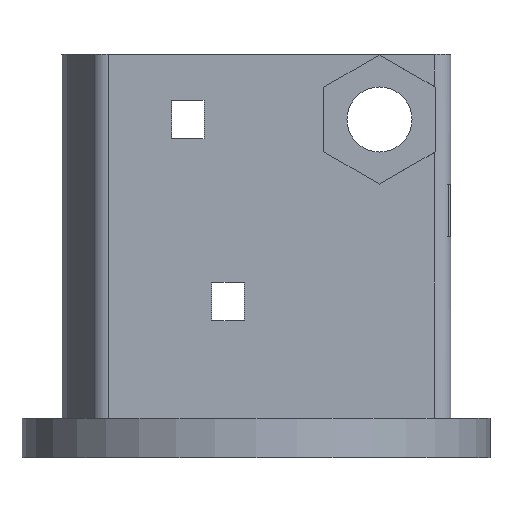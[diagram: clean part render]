
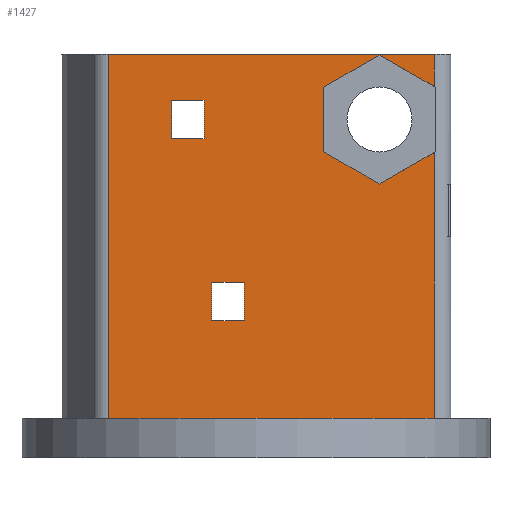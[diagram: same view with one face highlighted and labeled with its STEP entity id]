
A CAD part, left-side view. The second image highlights one B-rep face of the part: STEP entity #1427.
In plain terms, the highlighted planar face has unit normal (-1, 0, 0).
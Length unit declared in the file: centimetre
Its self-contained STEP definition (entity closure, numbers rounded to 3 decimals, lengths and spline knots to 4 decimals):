
#123=PLANE('',#1514);
#191=VECTOR('',#1641,1.);
#197=VECTOR('',#1657,1.);
#199=VECTOR('',#1663,1.);
#204=VECTOR('',#1673,1.);
#207=VECTOR('',#1678,1.);
#214=VECTOR('',#1692,1.);
#215=VECTOR('',#1694,1.);
#216=VECTOR('',#1695,1.);
#217=VECTOR('',#1696,1.);
#218=VECTOR('',#1697,1.);
#219=VECTOR('',#1698,1.);
#220=VECTOR('',#1699,1.);
#221=VECTOR('',#1700,1.);
#222=VECTOR('',#1701,1.);
#223=VECTOR('',#1702,1.);
#224=VECTOR('',#1703,1.);
#225=VECTOR('',#1704,1.);
#226=VECTOR('',#1705,1.);
#333=LINE('',#1960,#191);
#339=LINE('',#1979,#197);
#341=LINE('',#1987,#199);
#346=LINE('',#2000,#204);
#349=LINE('',#2006,#207);
#356=LINE('',#2025,#214);
#357=LINE('',#2027,#215);
#358=LINE('',#2029,#216);
#359=LINE('',#2031,#217);
#360=LINE('',#2032,#218);
#361=LINE('',#2033,#219);
#362=LINE('',#2036,#220);
#363=LINE('',#2038,#221);
#364=LINE('',#2040,#222);
#365=LINE('',#2041,#223);
#366=LINE('',#2044,#224);
#367=LINE('',#2046,#225);
#368=LINE('',#2048,#226);
#479=VERTEX_POINT('',#1959);
#480=VERTEX_POINT('',#1961);
#488=VERTEX_POINT('',#1980);
#491=VERTEX_POINT('',#1986);
#492=VERTEX_POINT('',#1988);
#496=VERTEX_POINT('',#1999);
#498=VERTEX_POINT('',#2007);
#505=VERTEX_POINT('',#2024);
#506=VERTEX_POINT('',#2028);
#507=VERTEX_POINT('',#2030);
#508=VERTEX_POINT('',#2034);
#509=VERTEX_POINT('',#2035);
#510=VERTEX_POINT('',#2037);
#511=VERTEX_POINT('',#2039);
#512=VERTEX_POINT('',#2042);
#513=VERTEX_POINT('',#2043);
#514=VERTEX_POINT('',#2045);
#515=VERTEX_POINT('',#2047);
#668=EDGE_CURVE('',#479,#480,#333,.T.);
#678=EDGE_CURVE('',#480,#488,#339,.T.);
#682=EDGE_CURVE('',#491,#492,#341,.T.);
#689=EDGE_CURVE('',#491,#496,#346,.T.);
#692=EDGE_CURVE('',#498,#488,#349,.T.);
#702=EDGE_CURVE('',#505,#479,#356,.T.);
#703=EDGE_CURVE('',#496,#506,#357,.T.);
#704=EDGE_CURVE('',#506,#507,#358,.T.);
#705=EDGE_CURVE('',#507,#498,#359,.T.);
#706=EDGE_CURVE('',#492,#505,#360,.T.);
#707=EDGE_CURVE('',#508,#509,#361,.T.);
#708=EDGE_CURVE('',#509,#510,#362,.T.);
#709=EDGE_CURVE('',#510,#511,#363,.T.);
#710=EDGE_CURVE('',#511,#508,#364,.T.);
#711=EDGE_CURVE('',#512,#513,#365,.T.);
#712=EDGE_CURVE('',#513,#514,#366,.T.);
#713=EDGE_CURVE('',#514,#515,#367,.T.);
#714=EDGE_CURVE('',#515,#512,#368,.T.);
#939=ORIENTED_EDGE('',*,*,#682,.F.);
#940=ORIENTED_EDGE('',*,*,#689,.T.);
#941=ORIENTED_EDGE('',*,*,#703,.T.);
#942=ORIENTED_EDGE('',*,*,#704,.T.);
#943=ORIENTED_EDGE('',*,*,#705,.T.);
#944=ORIENTED_EDGE('',*,*,#692,.T.);
#945=ORIENTED_EDGE('',*,*,#678,.F.);
#946=ORIENTED_EDGE('',*,*,#668,.F.);
#947=ORIENTED_EDGE('',*,*,#702,.F.);
#948=ORIENTED_EDGE('',*,*,#706,.F.);
#949=ORIENTED_EDGE('',*,*,#707,.T.);
#950=ORIENTED_EDGE('',*,*,#708,.T.);
#951=ORIENTED_EDGE('',*,*,#709,.T.);
#952=ORIENTED_EDGE('',*,*,#710,.T.);
#953=ORIENTED_EDGE('',*,*,#711,.T.);
#954=ORIENTED_EDGE('',*,*,#712,.T.);
#955=ORIENTED_EDGE('',*,*,#713,.T.);
#956=ORIENTED_EDGE('',*,*,#714,.T.);
#1264=EDGE_LOOP('',(#939,#940,#941,#942,#943,#944,#945,#946,#947,#948));
#1265=EDGE_LOOP('',(#949,#950,#951,#952));
#1266=EDGE_LOOP('',(#953,#954,#955,#956));
#1347=FACE_BOUND('',#1264,.T.);
#1348=FACE_BOUND('',#1265,.T.);
#1349=FACE_BOUND('',#1266,.T.);
#1427=ADVANCED_FACE('',(#1347,#1348,#1349),#123,.F.);
#1514=AXIS2_PLACEMENT_3D('',#2026,#1693,$);
#1641=DIRECTION('',(0.,-1.,0.));
#1657=DIRECTION('',(0.,0.,-1.));
#1663=DIRECTION('',(0.,0.,-1.));
#1673=DIRECTION('',(0.,0.866,-0.5));
#1678=DIRECTION('',(0.,-0.866,-0.5));
#1692=DIRECTION('',(0.,0.,1.));
#1693=DIRECTION('',(1.,0.,0.));
#1694=DIRECTION('',(0.,0.866,0.5));
#1695=DIRECTION('',(0.,0.,1.));
#1696=DIRECTION('',(0.,-0.866,0.5));
#1697=DIRECTION('',(0.,1.,0.));
#1698=DIRECTION('',(0.,0.,1.));
#1699=DIRECTION('',(0.,-1.,0.));
#1700=DIRECTION('',(0.,0.,-1.));
#1701=DIRECTION('',(0.,1.,0.));
#1702=DIRECTION('',(0.,0.,1.));
#1703=DIRECTION('',(0.,-1.,0.));
#1704=DIRECTION('',(0.,0.,-1.));
#1705=DIRECTION('',(0.,1.,0.));
#1959=CARTESIAN_POINT('',(-0.45,0.5666,0.6));
#1960=CARTESIAN_POINT('',(-0.45,-0.0628,0.6));
#1961=CARTESIAN_POINT('',(-0.45,-0.685,0.6));
#1979=CARTESIAN_POINT('',(-0.45,-0.685,-1.2708));
#1980=CARTESIAN_POINT('',(-0.45,-0.685,0.477));
#1986=CARTESIAN_POINT('',(-0.45,-0.685,0.223));
#1987=CARTESIAN_POINT('',(-0.45,-0.685,-1.2708));
#1988=CARTESIAN_POINT('',(-0.45,-0.685,-0.8));
#1999=CARTESIAN_POINT('',(-0.45,-0.475,0.1017));
#2000=CARTESIAN_POINT('',(-0.45,0.2217,-0.3005));
#2006=CARTESIAN_POINT('',(-0.45,-1.0304,0.2776));
#2007=CARTESIAN_POINT('',(-0.45,-0.475,0.5983));
#2024=CARTESIAN_POINT('',(-0.45,0.5666,-0.8));
#2025=CARTESIAN_POINT('',(-0.45,0.5666,0.));
#2026=CARTESIAN_POINT('',(-0.45,0.,-2.5417));
#2027=CARTESIAN_POINT('',(-0.45,-0.8154,-0.0948));
#2028=CARTESIAN_POINT('',(-0.45,-0.26,0.2259));
#2029=CARTESIAN_POINT('',(-0.45,-0.26,-1.0958));
#2030=CARTESIAN_POINT('',(-0.45,-0.26,0.4741));
#2031=CARTESIAN_POINT('',(-0.45,0.4367,0.0719));
#2032=CARTESIAN_POINT('',(-0.45,-0.0628,-0.8));
#2033=CARTESIAN_POINT('',(-0.45,0.17,-1.4458));
#2034=CARTESIAN_POINT('',(-0.45,0.17,-0.425));
#2035=CARTESIAN_POINT('',(-0.45,0.17,-0.275));
#2036=CARTESIAN_POINT('',(-0.45,0.0538,-0.275));
#2037=CARTESIAN_POINT('',(-0.45,0.045,-0.275));
#2038=CARTESIAN_POINT('',(-0.45,0.045,-1.4458));
#2039=CARTESIAN_POINT('',(-0.45,0.045,-0.425));
#2040=CARTESIAN_POINT('',(-0.45,0.0537,-0.425));
#2041=CARTESIAN_POINT('',(-0.45,0.325,-1.0958));
#2042=CARTESIAN_POINT('',(-0.45,0.325,0.275));
#2043=CARTESIAN_POINT('',(-0.45,0.325,0.425));
#2044=CARTESIAN_POINT('',(-0.45,0.1313,0.425));
#2045=CARTESIAN_POINT('',(-0.45,0.2,0.425));
#2046=CARTESIAN_POINT('',(-0.45,0.2,-1.0958));
#2047=CARTESIAN_POINT('',(-0.45,0.2,0.275));
#2048=CARTESIAN_POINT('',(-0.45,0.1313,0.275));
